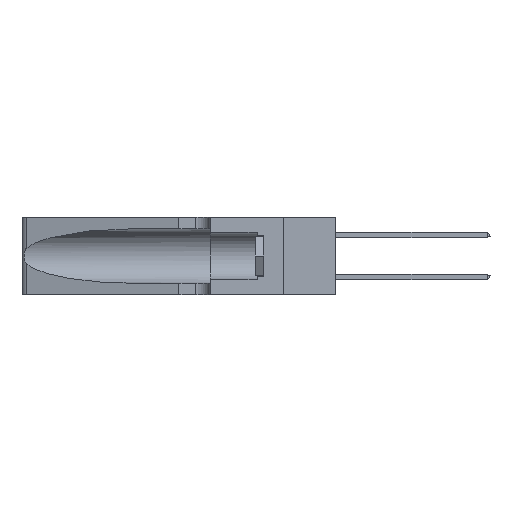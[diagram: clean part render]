
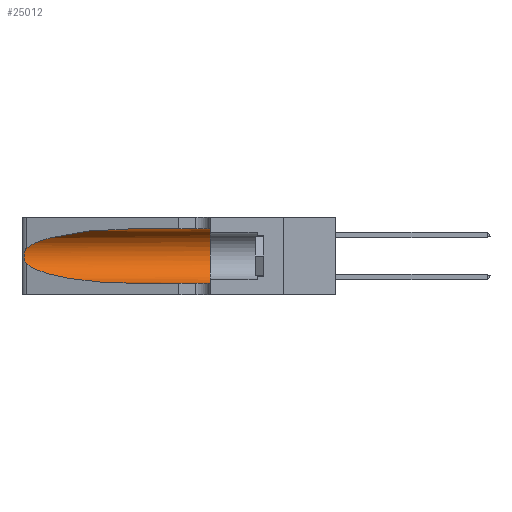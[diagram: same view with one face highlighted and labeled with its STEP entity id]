
A CAD part, left-side view. The second image highlights one B-rep face of the part: STEP entity #25012.
In plain terms, the highlighted cylindrical face has radius 3.308 mm (diameter 6.617 mm), a partial arc.
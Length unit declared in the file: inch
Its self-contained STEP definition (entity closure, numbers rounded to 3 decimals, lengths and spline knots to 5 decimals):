
#329 = EDGE_CURVE ( 'NONE', #8245, #26553, #22905, .T. ) ;
#344 = ORIENTED_EDGE ( 'NONE', *, *, #24815, .T. ) ;
#1241 = ORIENTED_EDGE ( 'NONE', *, *, #329, .F. ) ;
#1287 = CARTESIAN_POINT ( 'NONE',  ( 0.26017, 1.23833, 0.17102 ) ) ;
#2568 = VERTEX_POINT ( 'NONE', #31274 ) ;
#3629 = ORIENTED_EDGE ( 'NONE', *, *, #16173, .T. ) ;
#4158 = CARTESIAN_POINT ( 'NONE',  ( 0.25555, 1.22994, 0.2215 ) ) ;
#4284 = CARTESIAN_POINT ( 'NONE',  ( 0.25789, 1.23486, 0.15765 ) ) ;
#4883 = AXIS2_PLACEMENT_3D ( 'NONE', #31113, #16681, #28221 ) ;
#4892 = CARTESIAN_POINT ( 'NONE',  ( 0.1305, 0.35, 0.31525 ) ) ;
#5573 = CARTESIAN_POINT ( 'NONE',  ( 0.25487, 1.22718, 0.14631 ) ) ;
#5656 = EDGE_CURVE ( 'NONE', #8245, #30756, #30162, .T. ) ;
#6710 = EDGE_CURVE ( 'NONE', #26553, #17491, #13073, .T. ) ;
#7048 = B_SPLINE_CURVE_WITH_KNOTS ( 'NONE', 3,
 ( #21777, #4158, #30499, #13116, #33378, #16054, #36217, #18983, #1287, #21911, #4284, #24841, #7338, #27714 ),
 .UNSPECIFIED., .F., .F.,
 ( 4, 2, 2, 2, 2, 2, 4 ),
 ( 0., 0.00027, 0.00053, 0.00107, 0.0016, 0.00187, 0.00214 ),
 .UNSPECIFIED. ) ;
#7140 = CARTESIAN_POINT ( 'NONE',  ( 0.1305, 0.35, 0.185 ) ) ;
#7338 = CARTESIAN_POINT ( 'NONE',  ( 0.25555, 1.22993, 0.14849 ) ) ;
#8245 = VERTEX_POINT ( 'NONE', #12663 ) ;
#8552 = CARTESIAN_POINT ( 'NONE',  ( 0.18966, 0.96281, 0.05475 ) ) ;
#8650 = EDGE_LOOP ( 'NONE', ( #14057, #17171, #3629, #344, #27505, #1241 ) ) ;
#9184 = VECTOR ( 'NONE', #27344, 39.37008 ) ;
#10121 = DIRECTION ( 'NONE',  ( 0., 0., 1. ) ) ;
#11503 = FACE_OUTER_BOUND ( 'NONE', #8650, .T. ) ;
#12663 = CARTESIAN_POINT ( 'NONE',  ( 0.1305, 0.72297, 0.31525 ) ) ;
#12876 = CARTESIAN_POINT ( 'NONE',  ( 0.1305, 1.61858, 0.05475 ) ) ;
#13073 = CIRCLE ( 'NONE', #28484, 0.13025 ) ;
#13116 = CARTESIAN_POINT ( 'NONE',  ( 0.25787, 1.23484, 0.2124 ) ) ;
#14057 = ORIENTED_EDGE ( 'NONE', *, *, #5656, .T. ) ;
#14277 = CARTESIAN_POINT ( 'NONE',  ( 0.18966, 0.96281, 0.31525 ) ) ;
#14354 = CARTESIAN_POINT ( 'NONE',  ( 0.2373, 1.15595, 0.08982 ) ) ;
#14502 = CARTESIAN_POINT ( 'NONE',  ( 0.25487, 1.22718, 0.22369 ) ) ;
#15159 = VECTOR ( 'NONE', #16886, 39.37008 ) ;
#16054 = CARTESIAN_POINT ( 'NONE',  ( 0.26018, 1.23835, 0.19895 ) ) ;
#16173 = EDGE_CURVE ( 'NONE', #2568, #17599, #16683, .T. ) ;
#16681 = DIRECTION ( 'NONE',  ( 0., -1., 0. ) ) ;
#16683 =( BOUNDED_CURVE ( )  B_SPLINE_CURVE ( 3, ( #5573, #14354, #8552, #28930 ),
 .UNSPECIFIED., .F., .F. ) 
 B_SPLINE_CURVE_WITH_KNOTS ( ( 4, 4 ),
 ( 3.44316, 4.71239 ),
 .UNSPECIFIED. ) 
 CURVE ( )  GEOMETRIC_REPRESENTATION_ITEM ( )  RATIONAL_B_SPLINE_CURVE ( ( 1., 0.87, 0.87, 1. ) ) 
 REPRESENTATION_ITEM ( '' )  );
#16886 = DIRECTION ( 'NONE',  ( 0., -1., 0. ) ) ;
#17171 = ORIENTED_EDGE ( 'NONE', *, *, #33177, .T. ) ;
#17176 = CARTESIAN_POINT ( 'NONE',  ( 0.1305, 0.35, 0.05475 ) ) ;
#17193 = CARTESIAN_POINT ( 'NONE',  ( 0.25487, 1.22718, 0.22369 ) ) ;
#17409 = CYLINDRICAL_SURFACE ( 'NONE', #4883, 0.13025 ) ;
#17491 = VERTEX_POINT ( 'NONE', #17176 ) ;
#17599 = VERTEX_POINT ( 'NONE', #34969 ) ;
#18983 = CARTESIAN_POINT ( 'NONE',  ( 0.26075, 1.23896, 0.178 ) ) ;
#21777 = CARTESIAN_POINT ( 'NONE',  ( 0.25487, 1.22718, 0.22369 ) ) ;
#21911 = CARTESIAN_POINT ( 'NONE',  ( 0.25856, 1.23593, 0.16098 ) ) ;
#22905 = LINE ( 'NONE', #34176, #15159 ) ;
#24815 = EDGE_CURVE ( 'NONE', #17599, #17491, #34126, .T. ) ;
#24841 = CARTESIAN_POINT ( 'NONE',  ( 0.25639, 1.23186, 0.15144 ) ) ;
#25012 = ADVANCED_FACE ( 'NONE', ( #11503 ), #17409, .F. ) ;
#26553 = VERTEX_POINT ( 'NONE', #4892 ) ;
#27344 = DIRECTION ( 'NONE',  ( 0., -1., 0. ) ) ;
#27505 = ORIENTED_EDGE ( 'NONE', *, *, #6710, .F. ) ;
#27528 = DIRECTION ( 'NONE',  ( 0., 1., 0. ) ) ;
#27714 = CARTESIAN_POINT ( 'NONE',  ( 0.25487, 1.22718, 0.14631 ) ) ;
#28221 = DIRECTION ( 'NONE',  ( 0., 0., -1. ) ) ;
#28484 = AXIS2_PLACEMENT_3D ( 'NONE', #7140, #27528, #10121 ) ;
#28930 = CARTESIAN_POINT ( 'NONE',  ( 0.1305, 0.72297, 0.05475 ) ) ;
#30162 =( BOUNDED_CURVE ( )  B_SPLINE_CURVE ( 3, ( #34479, #14277, #34355, #17193 ),
 .UNSPECIFIED., .F., .T. ) 
 B_SPLINE_CURVE_WITH_KNOTS ( ( 4, 4 ),
 ( 1.5708, 2.84003 ),
 .UNSPECIFIED. ) 
 CURVE ( )  GEOMETRIC_REPRESENTATION_ITEM ( )  RATIONAL_B_SPLINE_CURVE ( ( 1., 0.87, 0.87, 1. ) ) 
 REPRESENTATION_ITEM ( '' )  );
#30499 = CARTESIAN_POINT ( 'NONE',  ( 0.25639, 1.23184, 0.21858 ) ) ;
#30756 = VERTEX_POINT ( 'NONE', #14502 ) ;
#31113 = CARTESIAN_POINT ( 'NONE',  ( 0.1305, 1.61858, 0.185 ) ) ;
#31274 = CARTESIAN_POINT ( 'NONE',  ( 0.25487, 1.22718, 0.14631 ) ) ;
#33177 = EDGE_CURVE ( 'NONE', #30756, #2568, #7048, .T. ) ;
#33378 = CARTESIAN_POINT ( 'NONE',  ( 0.25854, 1.2359, 0.20912 ) ) ;
#34126 = LINE ( 'NONE', #12876, #9184 ) ;
#34176 = CARTESIAN_POINT ( 'NONE',  ( 0.1305, 1.61858, 0.31525 ) ) ;
#34355 = CARTESIAN_POINT ( 'NONE',  ( 0.2373, 1.15595, 0.28018 ) ) ;
#34479 = CARTESIAN_POINT ( 'NONE',  ( 0.1305, 0.72297, 0.31525 ) ) ;
#34969 = CARTESIAN_POINT ( 'NONE',  ( 0.1305, 0.72297, 0.05475 ) ) ;
#36217 = CARTESIAN_POINT ( 'NONE',  ( 0.26075, 1.23896, 0.19203 ) ) ;
